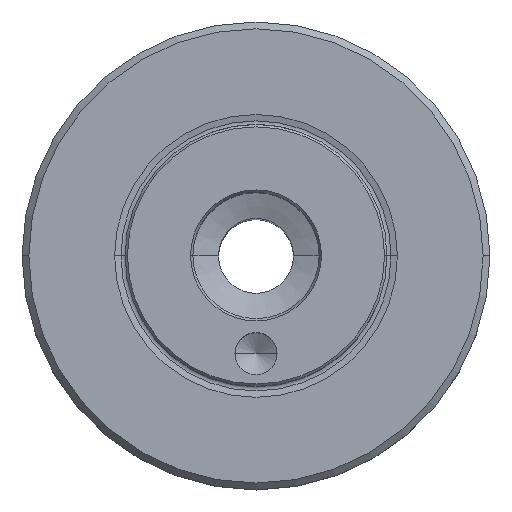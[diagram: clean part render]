
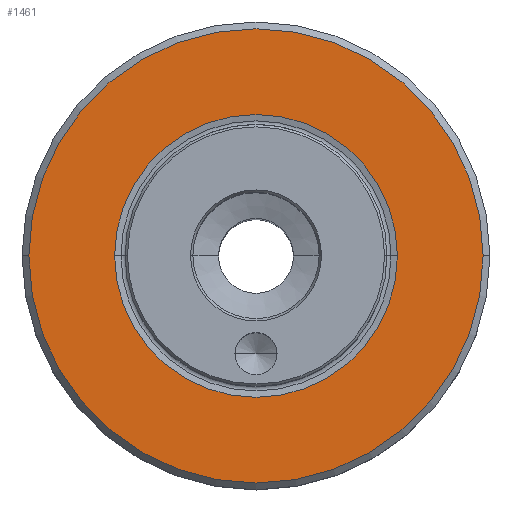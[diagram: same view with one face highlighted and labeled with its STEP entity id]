
A CAD part, top view. The second image highlights one B-rep face of the part: STEP entity #1461.
In plain terms, the highlighted planar face has unit normal (0, 0, 1).
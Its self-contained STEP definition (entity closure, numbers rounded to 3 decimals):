
#859=VERTEX_POINT('NONE',#1915);
#995=EDGE_CURVE('NONE',#1019,#1383,#2069,.T.);
#1019=VERTEX_POINT('NONE',#2096);
#1085=EDGE_CURVE('NONE',#859,#1175,#2173,.T.);
#1175=VERTEX_POINT('NONE',#2271);
#1297=EDGE_CURVE('NONE',#1175,#859,#2406,.T.);
#1383=VERTEX_POINT('NONE',#2501);
#1461=ADVANCED_FACE('NONE',(#2593,#2594),#2595,.T.);
#1505=EDGE_CURVE('NONE',#1383,#1019,#2646,.T.);
#1915=CARTESIAN_POINT('',(24.275,0.,0.0));
#2069=CIRCLE('',#3564,15.112);
#2096=CARTESIAN_POINT('',(15.112,0.0,0.0));
#2173=CIRCLE('',#3695,24.275);
#2271=CARTESIAN_POINT('',(-24.275,0.0,0.0));
#2406=CIRCLE('',#4061,24.275);
#2501=CARTESIAN_POINT('',(-15.112,0.,0.0));
#2593=FACE_OUTER_BOUND('',#4320,.T.);
#2594=FACE_BOUND('',#4321,.T.);
#2595=PLANE('',#4322);
#2646=CIRCLE('',#4416,15.112);
#3564=AXIS2_PLACEMENT_3D('',#5098,#5099,#5100);
#3695=AXIS2_PLACEMENT_3D('',#5243,#5244,#5245);
#4061=AXIS2_PLACEMENT_3D('',#5533,#5534,#5535);
#4320=EDGE_LOOP('',(#5779,#5780));
#4321=EDGE_LOOP('',(#5781,#5782));
#4322=AXIS2_PLACEMENT_3D('',#5783,#5784,#5785);
#4416=AXIS2_PLACEMENT_3D('',#5862,#5863,#5864);
#5098=CARTESIAN_POINT('',(0.0,0.0,0.0));
#5099=DIRECTION('',(0.0,0.0,1.0));
#5100=DIRECTION('',(1.0,0.0,0.0));
#5243=CARTESIAN_POINT('',(0.0,0.0,0.0));
#5244=DIRECTION('',(0.0,0.0,-1.0));
#5245=DIRECTION('',(1.0,0.0,0.0));
#5533=CARTESIAN_POINT('',(0.0,0.0,0.0));
#5534=DIRECTION('',(0.0,0.0,-1.0));
#5535=DIRECTION('',(1.0,0.0,0.0));
#5779=ORIENTED_EDGE('',*,*,#1297,.F.);
#5780=ORIENTED_EDGE('',*,*,#1085,.F.);
#5781=ORIENTED_EDGE('',*,*,#995,.F.);
#5782=ORIENTED_EDGE('',*,*,#1505,.F.);
#5783=CARTESIAN_POINT('',(0.0,14.0,0.0));
#5784=DIRECTION('',(0.0,0.0,1.0));
#5785=DIRECTION('',(1.0,0.0,0.0));
#5862=CARTESIAN_POINT('',(0.0,0.0,0.0));
#5863=DIRECTION('',(0.0,0.0,1.0));
#5864=DIRECTION('',(1.0,0.0,0.0));
